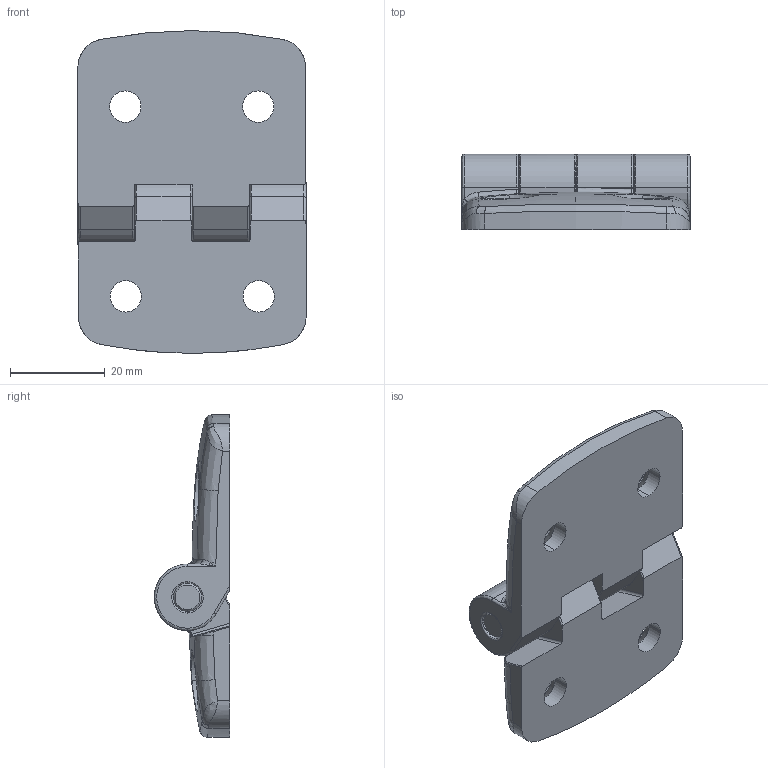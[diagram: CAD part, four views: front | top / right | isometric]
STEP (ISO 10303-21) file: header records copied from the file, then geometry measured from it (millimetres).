
FILE_DESCRIPTION (( 'STEP AP203' ), '1' );
FILE_NAME ('402600005_c_1.STEP', '2022-12-18T15:49:28', ( '' ), ( '' ), 'SwSTEP 2.0', 'SolidWorks 2014', '' );
FILE_SCHEMA (( 'CONFIG_CONTROL_DESIGN' ));
Length unit declared in the file: millimetre
Products named in the file (1): 402600005_c_1
Bounding box: 48.1 x 15.9 x 68 mm (x, y, z)
Volume: 23745.2 mm3; surface area: 11518.3 mm2
Topology: 3 solids, 3 shells, 183 faces, 469 edges, 280 vertices
Faces by surface type: bspline 82, cylinder 63, plane 26, cone 12
Entity records: 8553 total; most frequent: CARTESIAN_POINT 4700, ORIENTED_EDGE 920, DIRECTION 628, EDGE_CURVE 460, VERTEX_POINT 280, AXIS2_PLACEMENT_3D 253, EDGE_LOOP 196, FACE_OUTER_BOUND 183
